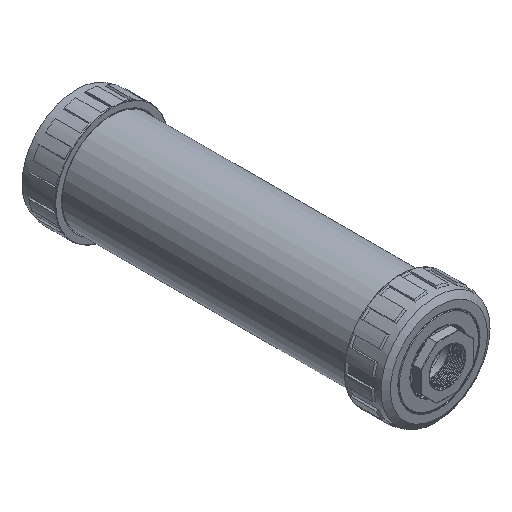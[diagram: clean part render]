
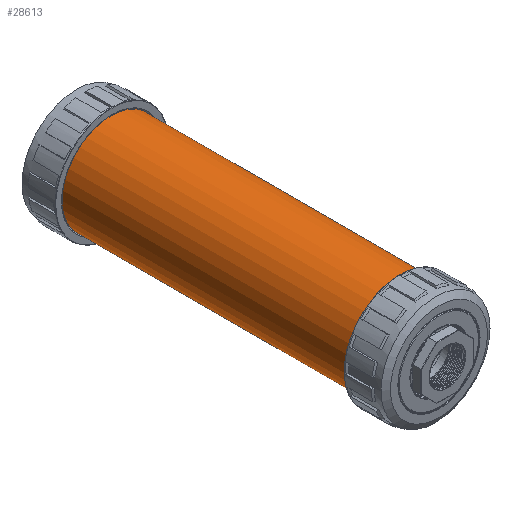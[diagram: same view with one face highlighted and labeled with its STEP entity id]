
A CAD part, isometric view. The second image highlights one B-rep face of the part: STEP entity #28613.
In plain terms, the highlighted cylindrical face has radius 82.55 mm (diameter 165.1 mm), a full revolution.
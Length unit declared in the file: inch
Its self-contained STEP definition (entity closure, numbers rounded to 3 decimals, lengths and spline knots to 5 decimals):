
#28579=CARTESIAN_POINT('',(3.25,-9.5685,0.0));
#28580=VERTEX_POINT('',#28579);
#28581=CARTESIAN_POINT('',(0.0,-9.5685,0.0));
#28582=DIRECTION('',(0.0,1.0,0.0));
#28583=DIRECTION('',(1.0,0.0,0.0));
#28584=AXIS2_PLACEMENT_3D('',#28581,#28582,#28583);
#28585=CIRCLE('',#28584,3.25);
#28586=EDGE_CURVE('',#28580,#28580,#28585,.T.);
#28594=CARTESIAN_POINT('',(0.0,0.0,0.0));
#28595=DIRECTION('',(0.0,1.0,0.0));
#28596=DIRECTION('',(1.0,0.0,0.0));
#28597=AXIS2_PLACEMENT_3D('',#28594,#28595,#28596);
#28598=CYLINDRICAL_SURFACE('',#28597,3.25);
#28599=CARTESIAN_POINT('',(3.25,9.5685,0.0));
#28600=VERTEX_POINT('',#28599);
#28601=CARTESIAN_POINT('',(0.0,9.5685,0.0));
#28602=DIRECTION('',(0.0,1.0,0.0));
#28603=DIRECTION('',(1.0,0.0,0.0));
#28604=AXIS2_PLACEMENT_3D('',#28601,#28602,#28603);
#28605=CIRCLE('',#28604,3.25);
#28606=EDGE_CURVE('',#28600,#28600,#28605,.T.);
#28607=ORIENTED_EDGE('',*,*,#28606,.F.);
#28608=EDGE_LOOP('',(#28607));
#28609=FACE_OUTER_BOUND('',#28608,.T.);
#28610=ORIENTED_EDGE('',*,*,#28586,.T.);
#28611=EDGE_LOOP('',(#28610));
#28612=FACE_BOUND('',#28611,.T.);
#28613=ADVANCED_FACE('',(#28609,#28612),#28598,.T.);
